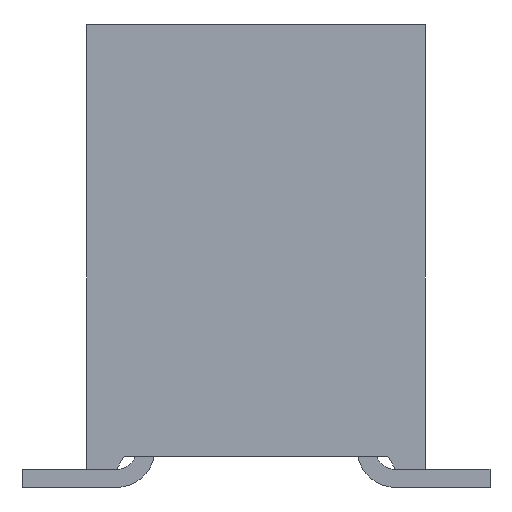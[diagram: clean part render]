
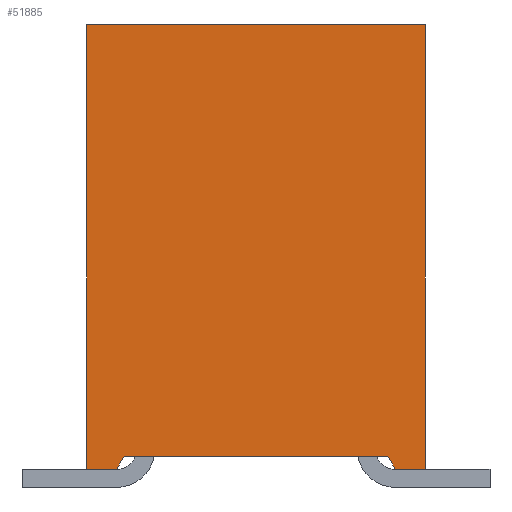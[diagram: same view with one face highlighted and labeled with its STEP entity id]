
A CAD part, left-side view. The second image highlights one B-rep face of the part: STEP entity #51885.
In plain terms, the highlighted planar face has unit normal (-1, 0, 0).
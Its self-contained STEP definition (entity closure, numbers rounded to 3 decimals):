
#28205=CARTESIAN_POINT('',(-31.807,1.369,0.178));
#28206=VERTEX_POINT('',#28205);
#28207=CARTESIAN_POINT('',(-31.807,1.296,0.305));
#28208=VERTEX_POINT('',#28207);
#28209=CARTESIAN_POINT('',(-31.807,1.369,0.178));
#28210=DIRECTION('',(0.0,-0.5,0.866));
#28211=VECTOR('',#28210,0.147);
#28212=LINE('',#28209,#28211);
#28213=EDGE_CURVE('',#28206,#28208,#28212,.T.);
#28245=CARTESIAN_POINT('',(-31.807,-1.296,0.305));
#28246=VERTEX_POINT('',#28245);
#28247=CARTESIAN_POINT('',(-31.807,1.296,0.305));
#28248=DIRECTION('',(0.0,-1.0,0.0));
#28249=VECTOR('',#28248,2.592);
#28250=LINE('',#28247,#28249);
#28251=EDGE_CURVE('',#28208,#28246,#28250,.T.);
#28344=CARTESIAN_POINT('',(-31.807,-1.369,0.178));
#28345=VERTEX_POINT('',#28344);
#28346=CARTESIAN_POINT('',(-31.807,-1.296,0.305));
#28347=DIRECTION('',(0.0,-0.5,-0.866));
#28348=VECTOR('',#28347,0.147);
#28349=LINE('',#28346,#28348);
#28350=EDGE_CURVE('',#28246,#28345,#28349,.T.);
#28376=CARTESIAN_POINT('',(-31.807,1.664,0.178));
#28377=VERTEX_POINT('',#28376);
#28378=CARTESIAN_POINT('',(-31.807,1.664,0.178));
#28379=DIRECTION('',(0.0,-1.0,0.0));
#28380=VECTOR('',#28379,0.294);
#28381=LINE('',#28378,#28380);
#28382=EDGE_CURVE('',#28377,#28206,#28381,.T.);
#28415=CARTESIAN_POINT('',(-31.807,-1.664,0.178));
#28416=VERTEX_POINT('',#28415);
#28423=CARTESIAN_POINT('',(-31.807,-1.369,0.178));
#28424=DIRECTION('',(0.0,-1.0,0.0));
#28425=VECTOR('',#28424,0.294);
#28426=LINE('',#28423,#28425);
#28427=EDGE_CURVE('',#28345,#28416,#28426,.T.);
#51851=CARTESIAN_POINT('',(-31.807,1.664,4.547));
#51852=DIRECTION('',(-1.0,0.0,0.0));
#51853=DIRECTION('',(0.0,0.0,1.0));
#51854=AXIS2_PLACEMENT_3D('',#51851,#51852,#51853);
#51855=PLANE('',#51854);
#51856=ORIENTED_EDGE('',*,*,#28350,.T.);
#51857=ORIENTED_EDGE('',*,*,#28427,.T.);
#51858=CARTESIAN_POINT('',(-31.807,-1.664,4.547));
#51859=VERTEX_POINT('',#51858);
#51860=CARTESIAN_POINT('',(-31.807,-1.664,4.547));
#51861=DIRECTION('',(0.0,0.0,-1.0));
#51862=VECTOR('',#51861,4.369);
#51863=LINE('',#51860,#51862);
#51864=EDGE_CURVE('',#51859,#28416,#51863,.T.);
#51865=ORIENTED_EDGE('',*,*,#51864,.F.);
#51866=CARTESIAN_POINT('',(-31.807,1.664,4.547));
#51867=VERTEX_POINT('',#51866);
#51868=CARTESIAN_POINT('',(-31.807,1.664,4.547));
#51869=DIRECTION('',(0.0,-1.0,0.0));
#51870=VECTOR('',#51869,3.327);
#51871=LINE('',#51868,#51870);
#51872=EDGE_CURVE('',#51867,#51859,#51871,.T.);
#51873=ORIENTED_EDGE('',*,*,#51872,.F.);
#51874=CARTESIAN_POINT('',(-31.807,1.664,4.547));
#51875=DIRECTION('',(0.0,0.0,-1.0));
#51876=VECTOR('',#51875,4.369);
#51877=LINE('',#51874,#51876);
#51878=EDGE_CURVE('',#51867,#28377,#51877,.T.);
#51879=ORIENTED_EDGE('',*,*,#51878,.T.);
#51880=ORIENTED_EDGE('',*,*,#28382,.T.);
#51881=ORIENTED_EDGE('',*,*,#28213,.T.);
#51882=ORIENTED_EDGE('',*,*,#28251,.T.);
#51883=EDGE_LOOP('',(#51856,#51857,#51865,#51873,#51879,#51880,#51881,#51882));
#51884=FACE_OUTER_BOUND('',#51883,.T.);
#51885=ADVANCED_FACE('',(#51884),#51855,.T.);
